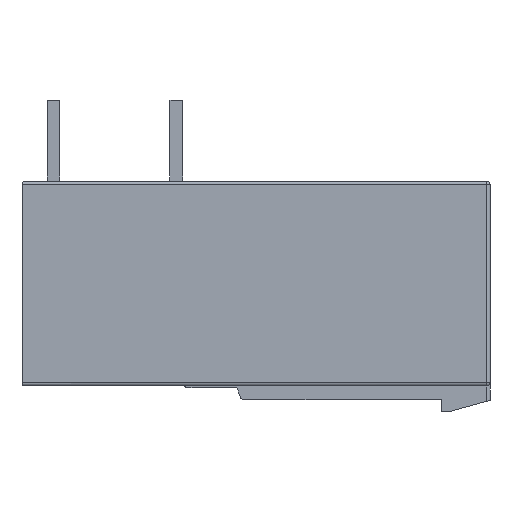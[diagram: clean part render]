
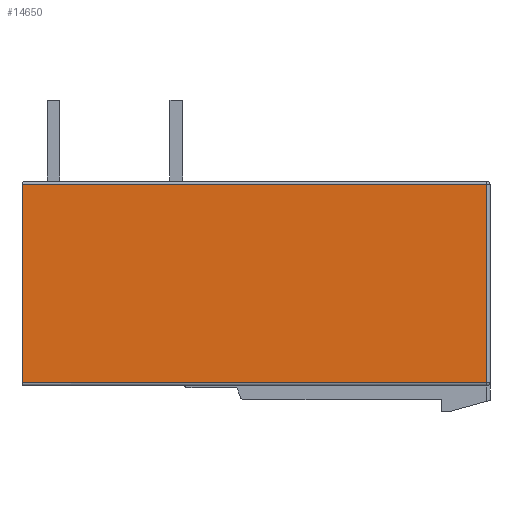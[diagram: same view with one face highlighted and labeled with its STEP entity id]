
A CAD part, front view. The second image highlights one B-rep face of the part: STEP entity #14650.
In plain terms, the highlighted planar face has unit normal (0, -1, 0).
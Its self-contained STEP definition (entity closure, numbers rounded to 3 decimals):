
#4908=DIRECTION('',(1.,0.,0.));
#4909=VECTOR('',#4908,28.8);
#4910=CARTESIAN_POINT('',(-11.15,-7.62,6.756));
#4911=LINE('',#4910,#4909);
#4912=DIRECTION('',(0.,0.,-1.));
#4913=VECTOR('',#4912,12.3);
#4914=CARTESIAN_POINT('',(17.65,-7.62,6.756));
#4915=LINE('',#4914,#4913);
#4916=DIRECTION('',(1.,0.,0.));
#4917=VECTOR('',#4916,28.8);
#4918=CARTESIAN_POINT('',(-11.15,-7.62,-5.544));
#4919=LINE('',#4918,#4917);
#5099=DIRECTION('',(0.,0.,1.));
#5100=VECTOR('',#5099,12.3);
#5101=CARTESIAN_POINT('',(-11.15,-7.62,-5.544));
#5102=LINE('',#5101,#5100);
#7904=CARTESIAN_POINT('',(-11.15,-7.62,-5.544));
#7905=VERTEX_POINT('',#7904);
#7912=CARTESIAN_POINT('',(-11.15,-7.62,6.756));
#7913=CARTESIAN_POINT('',(17.65,-7.62,6.756));
#7914=VERTEX_POINT('',#7912);
#7915=VERTEX_POINT('',#7913);
#7916=CARTESIAN_POINT('',(17.65,-7.62,-5.544));
#7917=VERTEX_POINT('',#7916);
#14637=CARTESIAN_POINT('',(17.85,-7.62,-5.744));
#14638=DIRECTION('',(0.,1.,0.));
#14639=DIRECTION('',(0.,0.,1.));
#14640=AXIS2_PLACEMENT_3D('',#14637,#14638,#14639);
#14641=PLANE('',#14640);
#14642=ORIENTED_EDGE('',*,*,#14605,.T.);
#14643=ORIENTED_EDGE('',*,*,#14628,.T.);
#14645=ORIENTED_EDGE('',*,*,#14644,.F.);
#14647=ORIENTED_EDGE('',*,*,#14646,.T.);
#14648=EDGE_LOOP('',(#14642,#14643,#14645,#14647));
#14649=FACE_OUTER_BOUND('',#14648,.F.);
#14650=ADVANCED_FACE('',(#14649),#14641,.F.);
#14605=EDGE_CURVE('',#7914,#7915,#4911,.T.);
#14628=EDGE_CURVE('',#7915,#7917,#4915,.T.);
#14644=EDGE_CURVE('',#7905,#7917,#4919,.T.);
#14646=EDGE_CURVE('',#7905,#7914,#5102,.T.);
